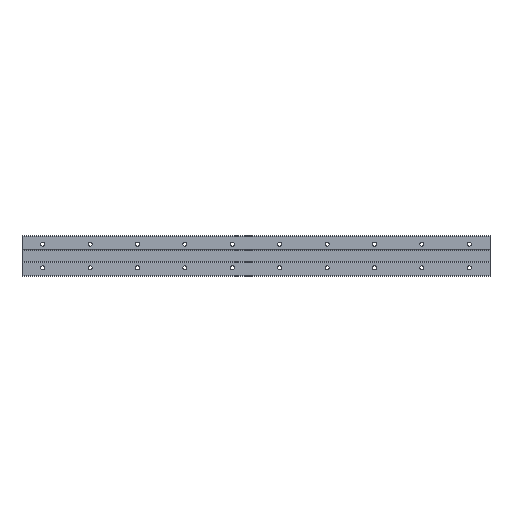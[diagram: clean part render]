
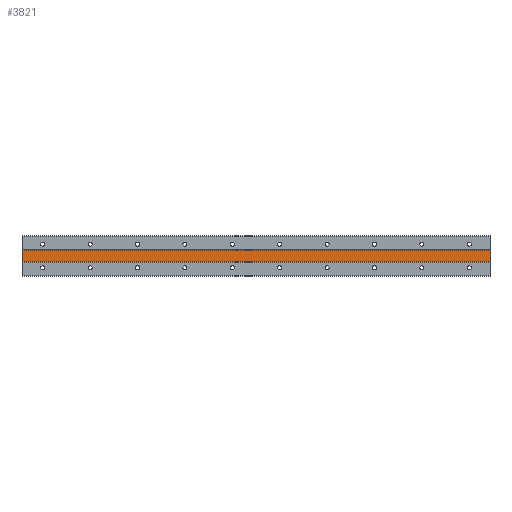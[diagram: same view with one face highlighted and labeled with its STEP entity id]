
A CAD part, front view. The second image highlights one B-rep face of the part: STEP entity #3821.
In plain terms, the highlighted planar face has unit normal (0, -1, 0).
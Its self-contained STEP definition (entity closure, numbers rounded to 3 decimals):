
#57 = LINE ( 'NONE', #1022, #1868 ) ;
#72 = CARTESIAN_POINT ( 'NONE',  ( 755., 1., 34.482 ) ) ;
#466 = VERTEX_POINT ( 'NONE', #3686 ) ;
#545 = DIRECTION ( 'NONE',  ( 0., 0., 1. ) ) ;
#796 = EDGE_CURVE ( 'NONE', #1714, #2684, #3925, .T. ) ;
#827 = CARTESIAN_POINT ( 'NONE',  ( 755., 1., 10. ) ) ;
#836 = LINE ( 'NONE', #2773, #2819 ) ;
#945 = ORIENTED_EDGE ( 'NONE', *, *, #796, .F. ) ;
#1022 = CARTESIAN_POINT ( 'NONE',  ( 755., 1., -10. ) ) ;
#1448 = VECTOR ( 'NONE', #3277, 1000. ) ;
#1714 = VERTEX_POINT ( 'NONE', #2264 ) ;
#1772 = CARTESIAN_POINT ( 'NONE',  ( 755., 1., -10. ) ) ;
#1781 = ORIENTED_EDGE ( 'NONE', *, *, #3120, .T. ) ;
#1798 = FACE_OUTER_BOUND ( 'NONE', #2344, .T. ) ;
#1814 = ORIENTED_EDGE ( 'NONE', *, *, #1898, .T. ) ;
#1868 = VECTOR ( 'NONE', #2640, 1000. ) ;
#1898 = EDGE_CURVE ( 'NONE', #1714, #3400, #3961, .T. ) ;
#2158 = DIRECTION ( 'NONE',  ( 0., 0., -1. ) ) ;
#2210 = CARTESIAN_POINT ( 'NONE',  ( -35., 1., 10. ) ) ;
#2264 = CARTESIAN_POINT ( 'NONE',  ( 755., 1., 10. ) ) ;
#2344 = EDGE_LOOP ( 'NONE', ( #3585, #945, #1814, #1781 ) ) ;
#2498 = AXIS2_PLACEMENT_3D ( 'NONE', #827, #3507, #545 ) ;
#2640 = DIRECTION ( 'NONE',  ( -1., 0., 0. ) ) ;
#2684 = VERTEX_POINT ( 'NONE', #1772 ) ;
#2773 = CARTESIAN_POINT ( 'NONE',  ( -35., 1., 34.482 ) ) ;
#2819 = VECTOR ( 'NONE', #2158, 1000. ) ;
#2969 = VECTOR ( 'NONE', #2998, 1000. ) ;
#2998 = DIRECTION ( 'NONE',  ( -1., 0., 0. ) ) ;
#3120 = EDGE_CURVE ( 'NONE', #3400, #466, #836, .T. ) ;
#3135 = PLANE ( 'NONE',  #2498 ) ;
#3277 = DIRECTION ( 'NONE',  ( 0., 0., -1. ) ) ;
#3320 = CARTESIAN_POINT ( 'NONE',  ( 755., 1., 10. ) ) ;
#3400 = VERTEX_POINT ( 'NONE', #2210 ) ;
#3507 = DIRECTION ( 'NONE',  ( 0., 1., 0. ) ) ;
#3536 = EDGE_CURVE ( 'NONE', #2684, #466, #57, .T. ) ;
#3585 = ORIENTED_EDGE ( 'NONE', *, *, #3536, .F. ) ;
#3686 = CARTESIAN_POINT ( 'NONE',  ( -35., 1., -10. ) ) ;
#3821 = ADVANCED_FACE ( 'NONE', ( #1798 ), #3135, .F. ) ;
#3925 = LINE ( 'NONE', #72, #1448 ) ;
#3961 = LINE ( 'NONE', #3320, #2969 ) ;
